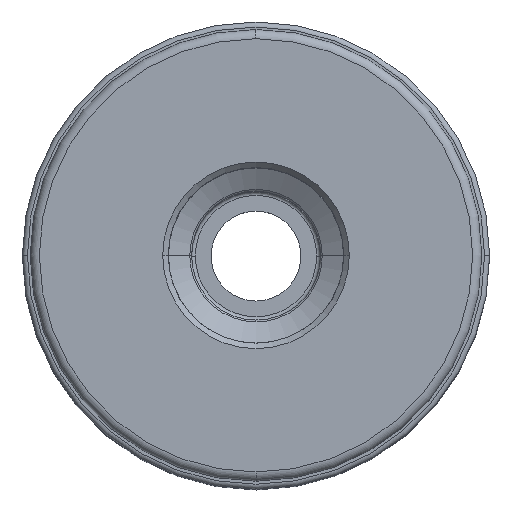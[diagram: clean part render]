
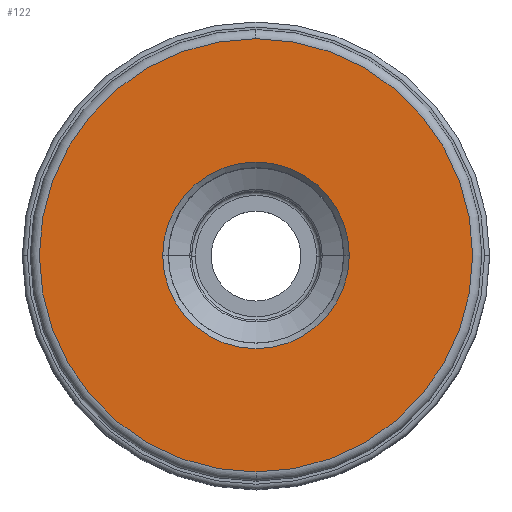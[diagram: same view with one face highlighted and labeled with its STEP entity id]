
A CAD part, top view. The second image highlights one B-rep face of the part: STEP entity #122.
In plain terms, the highlighted planar face has unit normal (0, 0, 1).
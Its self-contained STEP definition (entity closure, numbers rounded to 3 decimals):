
#84=PLANE('',#1344);
#94=FACE_BOUND('',#272,.T.);
#95=FACE_BOUND('',#273,.T.);
#122=ADVANCED_FACE('',(#94,#95),#84,.F.);
#272=EDGE_LOOP('',(#394,#395,#396,#397));
#273=EDGE_LOOP('',(#398,#399,#400,#401));
#394=ORIENTED_EDGE('',*,*,#812,.F.);
#395=ORIENTED_EDGE('',*,*,#813,.T.);
#396=ORIENTED_EDGE('',*,*,#814,.T.);
#397=ORIENTED_EDGE('',*,*,#815,.T.);
#398=ORIENTED_EDGE('',*,*,#816,.T.);
#399=ORIENTED_EDGE('',*,*,#817,.T.);
#400=ORIENTED_EDGE('',*,*,#818,.T.);
#401=ORIENTED_EDGE('',*,*,#819,.T.);
#688=VERTEX_POINT('',#2058);
#689=VERTEX_POINT('',#2059);
#690=VERTEX_POINT('',#2061);
#691=VERTEX_POINT('',#2063);
#692=VERTEX_POINT('',#2066);
#693=VERTEX_POINT('',#2067);
#694=VERTEX_POINT('',#2069);
#695=VERTEX_POINT('',#2071);
#812=EDGE_CURVE('',#688,#689,#977,.T.);
#813=EDGE_CURVE('',#688,#690,#978,.T.);
#814=EDGE_CURVE('',#690,#691,#979,.T.);
#815=EDGE_CURVE('',#691,#689,#980,.T.);
#816=EDGE_CURVE('',#692,#693,#981,.T.);
#817=EDGE_CURVE('',#693,#694,#982,.T.);
#818=EDGE_CURVE('',#694,#695,#983,.T.);
#819=EDGE_CURVE('',#695,#692,#984,.T.);
#977=CIRCLE('',#1336,47.1);
#978=CIRCLE('',#1337,47.1);
#979=CIRCLE('',#1338,47.1);
#980=CIRCLE('',#1339,47.1);
#981=CIRCLE('',#1340,20.285);
#982=CIRCLE('',#1341,20.285);
#983=CIRCLE('',#1342,20.285);
#984=CIRCLE('',#1343,20.285);
#1336=AXIS2_PLACEMENT_3D('',#2057,#1618,#1619);
#1337=AXIS2_PLACEMENT_3D('',#2060,#1620,#1621);
#1338=AXIS2_PLACEMENT_3D('',#2062,#1622,#1623);
#1339=AXIS2_PLACEMENT_3D('',#2064,#1624,#1625);
#1340=AXIS2_PLACEMENT_3D('',#2065,#1626,#1627);
#1341=AXIS2_PLACEMENT_3D('',#2068,#1628,#1629);
#1342=AXIS2_PLACEMENT_3D('',#2070,#1630,#1631);
#1343=AXIS2_PLACEMENT_3D('',#2072,#1632,#1633);
#1344=AXIS2_PLACEMENT_3D('',#2073,#1634,#1635);
#1618=DIRECTION('',(0.,0.,-1.));
#1619=DIRECTION('',(0.,-1.,0.));
#1620=DIRECTION('',(0.,0.,1.));
#1621=DIRECTION('',(0.,1.,0.));
#1622=DIRECTION('',(0.,0.,1.));
#1623=DIRECTION('',(0.,1.,0.));
#1624=DIRECTION('',(0.,0.,1.));
#1625=DIRECTION('',(0.,-1.,0.));
#1626=DIRECTION('',(0.,0.,-1.));
#1627=DIRECTION('',(0.,-1.,0.));
#1628=DIRECTION('',(0.,0.,-1.));
#1629=DIRECTION('',(-1.,0.,0.));
#1630=DIRECTION('',(0.,0.,-1.));
#1631=DIRECTION('',(0.,1.,0.));
#1632=DIRECTION('',(0.,0.,-1.));
#1633=DIRECTION('',(1.,0.,0.));
#1634=DIRECTION('',(0.,0.,-1.));
#1635=DIRECTION('',(0.,-1.,0.));
#2057=CARTESIAN_POINT('',(0.,0.,0.));
#2058=CARTESIAN_POINT('',(0.,47.1,0.));
#2059=CARTESIAN_POINT('',(0.015,-47.1,0.));
#2060=CARTESIAN_POINT('',(0.,0.,0.));
#2061=CARTESIAN_POINT('',(-0.015,47.1,0.));
#2062=CARTESIAN_POINT('',(0.,0.,0.));
#2063=CARTESIAN_POINT('',(0.,-47.1,0.));
#2064=CARTESIAN_POINT('',(0.,0.,0.));
#2065=CARTESIAN_POINT('',(0.,0.,0.));
#2066=CARTESIAN_POINT('',(0.,-20.285,0.));
#2067=CARTESIAN_POINT('',(-20.285,0.,0.));
#2068=CARTESIAN_POINT('',(0.,0.,0.));
#2069=CARTESIAN_POINT('',(0.,20.285,0.));
#2070=CARTESIAN_POINT('',(0.,0.,0.));
#2071=CARTESIAN_POINT('',(20.285,0.,0.));
#2072=CARTESIAN_POINT('',(0.,0.,0.));
#2073=CARTESIAN_POINT('',(0.,0.,0.));
